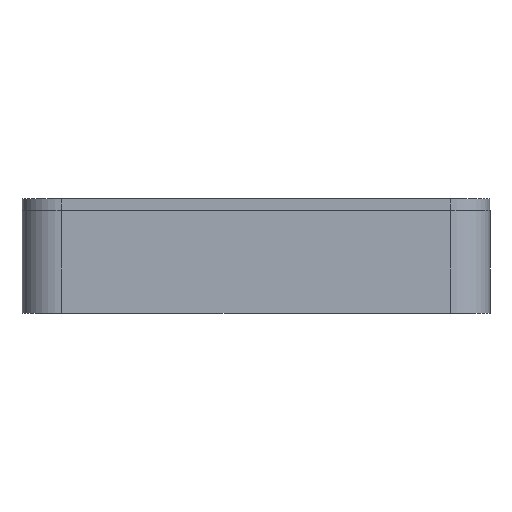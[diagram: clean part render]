
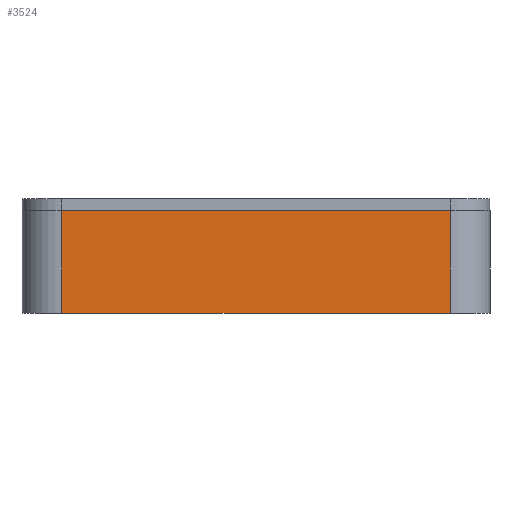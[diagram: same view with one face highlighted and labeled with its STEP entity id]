
A CAD part, front view. The second image highlights one B-rep face of the part: STEP entity #3524.
In plain terms, the highlighted planar face has unit normal (0, -1, 0).
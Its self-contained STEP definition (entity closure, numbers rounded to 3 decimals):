
#325=PLANE('',#3743);
#397=FACE_OUTER_BOUND('',#594,.T.);
#594=EDGE_LOOP('',(#2429,#2430,#2431,#2432));
#820=LINE('',#4561,#1121);
#828=LINE('',#4588,#1129);
#830=LINE('',#4594,#1131);
#831=LINE('',#4595,#1132);
#1121=VECTOR('',#3918,10.);
#1129=VECTOR('',#3944,10.);
#1131=VECTOR('',#3950,10.);
#1132=VECTOR('',#3951,10.);
#1489=VERTEX_POINT('',#4558);
#1490=VERTEX_POINT('',#4560);
#1500=VERTEX_POINT('',#4587);
#1502=VERTEX_POINT('',#4593);
#1856=EDGE_CURVE('',#1489,#1490,#820,.T.);
#1870=EDGE_CURVE('',#1490,#1500,#828,.T.);
#1873=EDGE_CURVE('',#1502,#1489,#830,.T.);
#1874=EDGE_CURVE('',#1502,#1500,#831,.T.);
#2429=ORIENTED_EDGE('',*,*,#1870,.F.);
#2430=ORIENTED_EDGE('',*,*,#1856,.F.);
#2431=ORIENTED_EDGE('',*,*,#1873,.F.);
#2432=ORIENTED_EDGE('',*,*,#1874,.T.);
#3524=ADVANCED_FACE('',(#397),#325,.T.);
#3743=AXIS2_PLACEMENT_3D('',#4592,#3948,#3949);
#3918=DIRECTION('',(1.,0.,0.));
#3944=DIRECTION('',(0.,0.,-1.));
#3948=DIRECTION('center_axis',(0.,-1.,0.));
#3949=DIRECTION('ref_axis',(1.,0.,0.));
#3950=DIRECTION('',(0.,0.,1.));
#3951=DIRECTION('',(1.,0.,0.));
#4558=CARTESIAN_POINT('',(-4.5,-9.5,13.));
#4560=CARTESIAN_POINT('',(44.6,-9.5,13.));
#4561=CARTESIAN_POINT('',(-9.5,-9.5,13.));
#4587=CARTESIAN_POINT('',(44.6,-9.5,0.));
#4588=CARTESIAN_POINT('',(44.6,-9.5,0.));
#4592=CARTESIAN_POINT('Origin',(-9.5,-9.5,0.));
#4593=CARTESIAN_POINT('',(-4.5,-9.5,0.));
#4594=CARTESIAN_POINT('',(-4.5,-9.5,0.));
#4595=CARTESIAN_POINT('',(-9.5,-9.5,0.));
